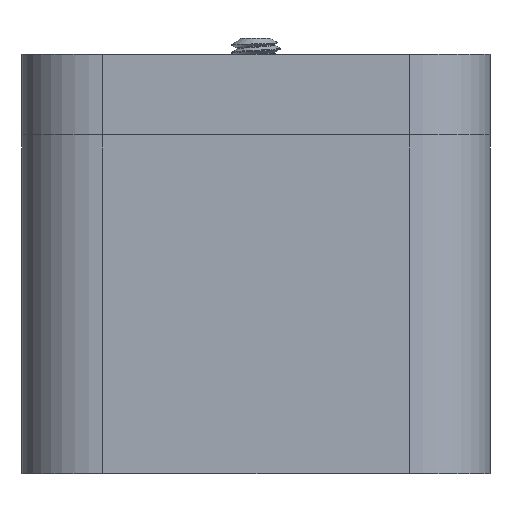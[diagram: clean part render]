
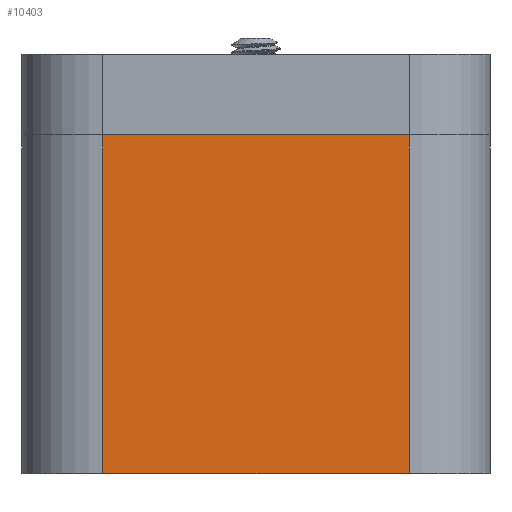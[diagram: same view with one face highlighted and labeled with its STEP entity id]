
A CAD part, front view. The second image highlights one B-rep face of the part: STEP entity #10403.
In plain terms, the highlighted planar face has unit normal (0, -1, 0).
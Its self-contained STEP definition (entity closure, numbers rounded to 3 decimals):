
#772=PLANE('',#11221);
#1091=FACE_OUTER_BOUND('',#1722,.T.);
#1722=EDGE_LOOP('',(#7747,#7748,#7749,#7750));
#2465=LINE('',#15424,#3309);
#2481=LINE('',#15513,#3325);
#2485=LINE('',#15527,#3329);
#2493=LINE('',#15558,#3337);
#3309=VECTOR('',#12677,10.);
#3325=VECTOR('',#12785,10.);
#3329=VECTOR('',#12799,10.);
#3337=VECTOR('',#12839,10.);
#4422=VERTEX_POINT('',#15409);
#4429=VERTEX_POINT('',#15422);
#4456=VERTEX_POINT('',#15512);
#4460=VERTEX_POINT('',#15524);
#5601=EDGE_CURVE('',#4429,#4422,#2465,.T.);
#5643=EDGE_CURVE('',#4422,#4456,#2481,.T.);
#5650=EDGE_CURVE('',#4429,#4460,#2485,.T.);
#5665=EDGE_CURVE('',#4460,#4456,#2493,.T.);
#7747=ORIENTED_EDGE('',*,*,#5643,.F.);
#7748=ORIENTED_EDGE('',*,*,#5601,.F.);
#7749=ORIENTED_EDGE('',*,*,#5650,.T.);
#7750=ORIENTED_EDGE('',*,*,#5665,.T.);
#10403=ADVANCED_FACE('',(#1091),#772,.T.);
#11221=AXIS2_PLACEMENT_3D('',#15599,#12862,#12863);
#12677=DIRECTION('',(-1.,0.,0.));
#12785=DIRECTION('',(0.,0.,1.));
#12799=DIRECTION('',(0.,0.,1.));
#12839=DIRECTION('',(-1.,0.,0.));
#12862=DIRECTION('center_axis',(0.,-1.,0.));
#12863=DIRECTION('ref_axis',(-1.,0.,0.));
#15409=CARTESIAN_POINT('',(151.049,-15.728,-2.951));
#15422=CARTESIAN_POINT('',(170.049,-15.728,-2.951));
#15424=CARTESIAN_POINT('',(146.049,-15.728,-2.951));
#15512=CARTESIAN_POINT('',(151.049,-15.728,18.049));
#15513=CARTESIAN_POINT('',(151.049,-15.728,23.049));
#15524=CARTESIAN_POINT('',(170.049,-15.728,18.049));
#15527=CARTESIAN_POINT('',(170.049,-15.728,23.049));
#15558=CARTESIAN_POINT('',(167.799,-15.728,18.049));
#15599=CARTESIAN_POINT('Origin',(175.049,-15.728,23.049));
